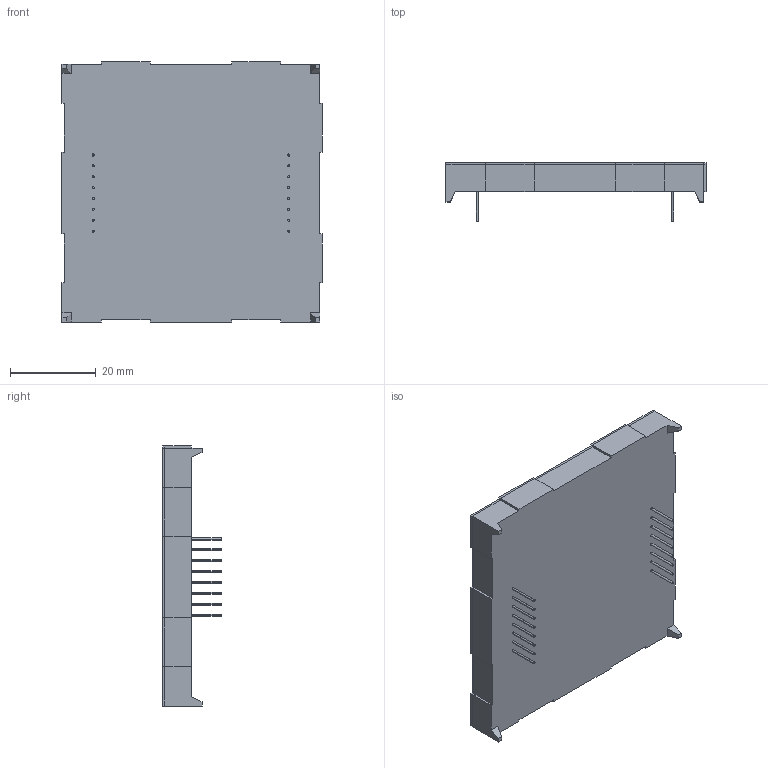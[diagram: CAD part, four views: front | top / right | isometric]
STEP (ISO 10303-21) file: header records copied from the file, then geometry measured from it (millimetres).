
FILE_DESCRIPTION (( 'STEP AP214' ), '1' );
FILE_NAME ('TA23-11EWA.STEP', '2023-04-28T04:55:16', ( '' ), ( '' ), 'SwSTEP 2.0', 'SolidWorks 2021', '' );
FILE_SCHEMA (( 'AUTOMOTIVE_DESIGN' ));
Length unit declared in the file: millimetre
Products named in the file (1): TA23-11EWA
Bounding box: 60.8 x 13.7 x 60.8 mm (x, y, z)
Volume: 24410 mm3; surface area: 17453.3 mm2
Topology: 82 solids, 82 shells, 536 faces, 1116 edges, 744 vertices
Faces by surface type: cylinder 288, plane 248
Entity records: 15515 total; most frequent: DIRECTION 2766, CARTESIAN_POINT 2397, ORIENTED_EDGE 2232, EDGE_CURVE 1116, AXIS2_PLACEMENT_3D 1113, VERTEX_POINT 744, EDGE_LOOP 664, CIRCLE 576
